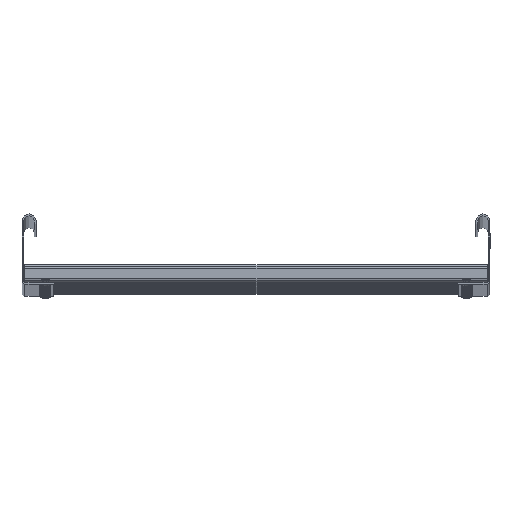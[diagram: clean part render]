
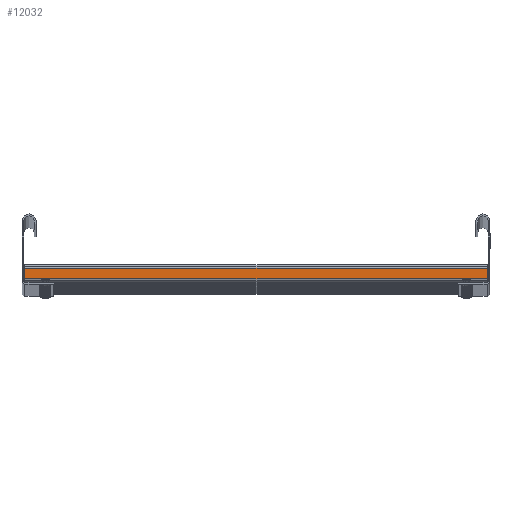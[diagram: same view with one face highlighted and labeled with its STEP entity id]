
A CAD part, top view. The second image highlights one B-rep face of the part: STEP entity #12032.
In plain terms, the highlighted face is planar.
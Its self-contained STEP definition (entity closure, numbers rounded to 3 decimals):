
#1054 = FACE_OUTER_BOUND ( 'NONE', #31745, .T. ) ;
#1132 = VECTOR ( 'NONE', #25419, 1000. ) ;
#3479 = LINE ( 'NONE', #16667, #4782 ) ;
#4782 = VECTOR ( 'NONE', #45868, 1000. ) ;
#7171 = DIRECTION ( 'NONE',  ( 0., -1., 0. ) ) ;
#7663 = LINE ( 'NONE', #27912, #23310 ) ;
#10449 = EDGE_CURVE ( 'NONE', #26666, #39689, #12205, .T. ) ;
#12032 = ADVANCED_FACE ( 'NONE', ( #1054 ), #27961, .F. ) ;
#12205 = LINE ( 'NONE', #29585, #1132 ) ;
#13206 = DIRECTION ( 'NONE',  ( 0., 0., 1. ) ) ;
#15158 = DIRECTION ( 'NONE',  ( 0., 0., 1. ) ) ;
#16429 = CARTESIAN_POINT ( 'NONE',  ( 15., 12., 197.5 ) ) ;
#16667 = CARTESIAN_POINT ( 'NONE',  ( 15., 3., -197.5 ) ) ;
#17969 = EDGE_CURVE ( 'NONE', #48956, #39689, #27168, .T. ) ;
#19308 = VERTEX_POINT ( 'NONE', #26032 ) ;
#19413 = AXIS2_PLACEMENT_3D ( 'NONE', #23583, #32151, #7171 ) ;
#20544 = CARTESIAN_POINT ( 'NONE',  ( 15., 3., 197.5 ) ) ;
#23030 = ORIENTED_EDGE ( 'NONE', *, *, #17969, .F. ) ;
#23310 = VECTOR ( 'NONE', #15158, 1000. ) ;
#23583 = CARTESIAN_POINT ( 'NONE',  ( 15., 3., -197.5 ) ) ;
#25419 = DIRECTION ( 'NONE',  ( 0., -1., 0. ) ) ;
#26032 = CARTESIAN_POINT ( 'NONE',  ( 15., 12., -197.5 ) ) ;
#26065 = EDGE_CURVE ( 'NONE', #19308, #48956, #3479, .T. ) ;
#26666 = VERTEX_POINT ( 'NONE', #16429 ) ;
#27168 = LINE ( 'NONE', #38197, #38282 ) ;
#27912 = CARTESIAN_POINT ( 'NONE',  ( 15., 12., -197.5 ) ) ;
#27961 = PLANE ( 'NONE',  #19413 ) ;
#29585 = CARTESIAN_POINT ( 'NONE',  ( 15., 3., 197.5 ) ) ;
#31745 = EDGE_LOOP ( 'NONE', ( #50378, #23030, #49418, #53437 ) ) ;
#32151 = DIRECTION ( 'NONE',  ( -1., 0., 0. ) ) ;
#38197 = CARTESIAN_POINT ( 'NONE',  ( 15., 3., -197.5 ) ) ;
#38282 = VECTOR ( 'NONE', #13206, 1000. ) ;
#39689 = VERTEX_POINT ( 'NONE', #20544 ) ;
#45868 = DIRECTION ( 'NONE',  ( 0., -1., 0. ) ) ;
#46470 = CARTESIAN_POINT ( 'NONE',  ( 15., 3., -197.5 ) ) ;
#48091 = EDGE_CURVE ( 'NONE', #19308, #26666, #7663, .T. ) ;
#48956 = VERTEX_POINT ( 'NONE', #46470 ) ;
#49418 = ORIENTED_EDGE ( 'NONE', *, *, #26065, .F. ) ;
#50378 = ORIENTED_EDGE ( 'NONE', *, *, #10449, .T. ) ;
#53437 = ORIENTED_EDGE ( 'NONE', *, *, #48091, .T. ) ;
